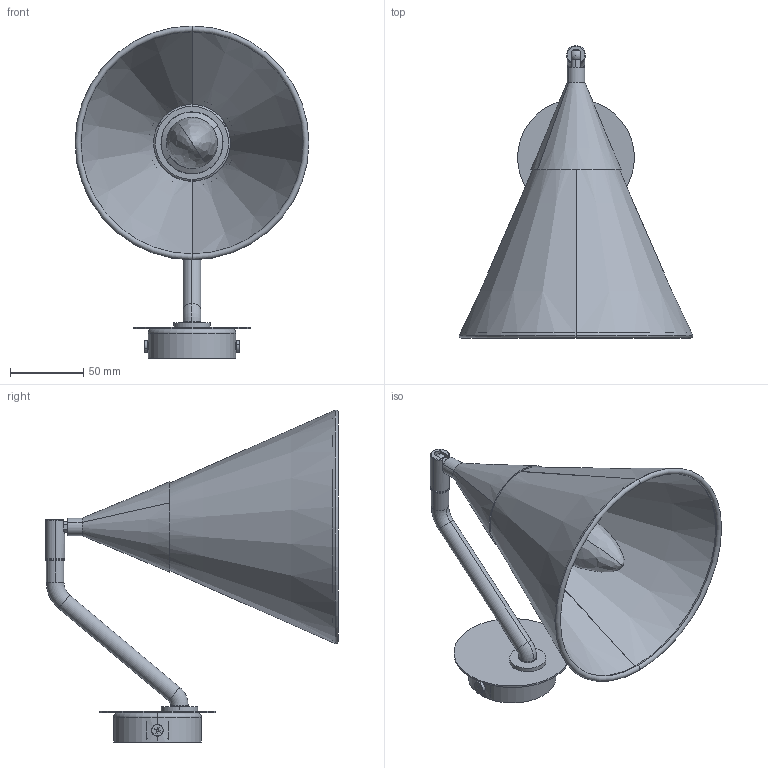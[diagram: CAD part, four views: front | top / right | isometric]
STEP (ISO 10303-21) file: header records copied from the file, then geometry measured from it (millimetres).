
FILE_DESCRIPTION (( 'STEP AP214' ), '1' );
FILE_NAME ('CN 21 W1 EDIT.STEP', '2025-03-21T15:27:49', ( '' ), ( '' ), 'SwSTEP 2.0', 'SolidWorks 2024', '' );
FILE_SCHEMA (( 'AUTOMOTIVE_DESIGN' ));
Length unit declared in the file: millimetre
Products named in the file (3): CN 21 W1 EDIT; QCN 6_New York (NY)
Assembly tree (2 placements, depth 2):
  CN 21 W1 EDIT
    CN 21 W1 EDIT
    QCN 6_New York (NY)
Bounding box: 160 x 200.27 x 227.2 mm (x, y, z)
Volume: 32208.3 mm3; surface area: 160402.7 mm2
Topology: 2 solids, 29 shells, 349 faces, 987 edges, 652 vertices
Faces by surface type: cylinder 166, plane 89, cone 49, torus 39, bspline 4, sphere 2
Entity records: 15873 total; most frequent: CARTESIAN_POINT 7201, DIRECTION 1804, ORIENTED_EDGE 1757, EDGE_CURVE 983, AXIS2_PLACEMENT_3D 704, VERTEX_POINT 651, VECTOR 396, LINE 396
